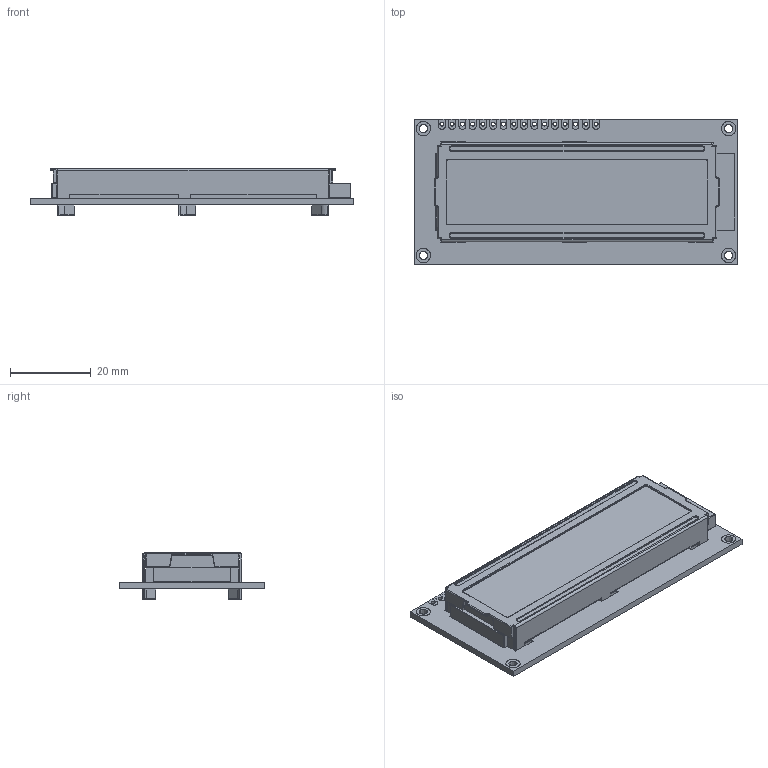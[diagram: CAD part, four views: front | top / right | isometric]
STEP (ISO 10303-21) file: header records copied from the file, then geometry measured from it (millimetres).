
FILE_DESCRIPTION(('FreeCAD Model'),'2;1');
FILE_NAME('Open CASCADE Shape Model','2023-04-05T18:55:29',(''),(''), 'Open CASCADE STEP processor 7.6','FreeCAD','Unknown');
FILE_SCHEMA(('AUTOMOTIVE_DESIGN { 1 0 10303 214 1 1 1 1 }'));
Length unit declared in the file: millimetre
Products named in the file (7): LCD_2X16; Abdeckblech; seitenglas_002; seitenglas_001; LED; platinen; Textglas
Assembly tree (6 placements, depth 2):
  LCD_2X16
    Abdeckblech
    seitenglas_002
    seitenglas_001
    LED
    platinen
    Textglas
Bounding box: 80 x 36 x 11.42 mm (x, y, z)
Volume: 16046.9 mm3; surface area: 18659.1 mm2
Topology: 6 solids, 6 shells, 883 faces, 2125 edges, 1248 vertices
Faces by surface type: extrusion 468, cylinder 150, plane 143, torus 56, bspline 51, sphere 14, revolution 1
Entity records: 38862 total; most frequent: CARTESIAN_POINT 17035, ORIENTED_EDGE 4218, DIRECTION 2858, EDGE_CURVE 2109, VECTOR 1441, B_SPLINE_CURVE_WITH_KNOTS 1249, VERTEX_POINT 1248, LINE 973
